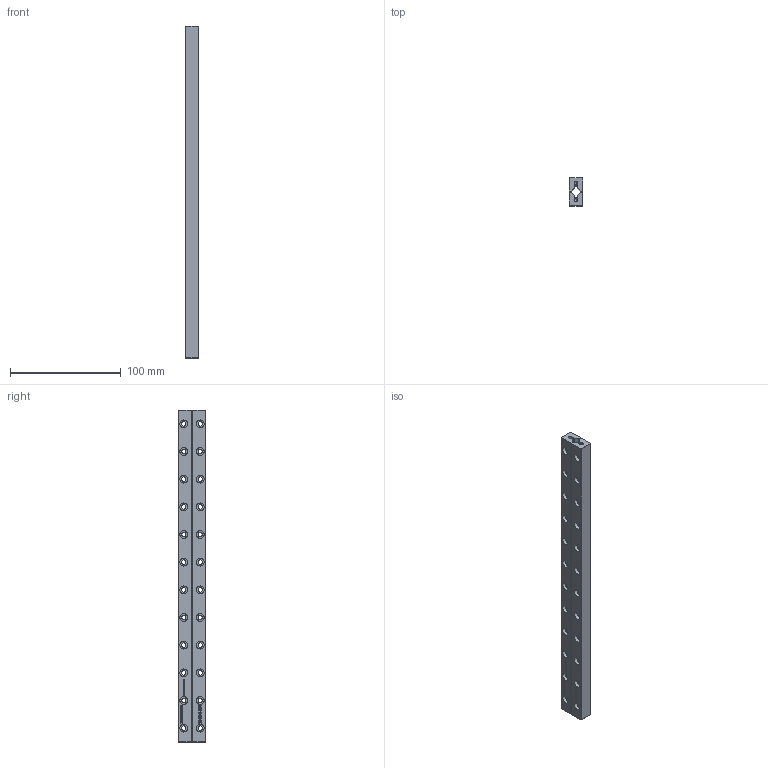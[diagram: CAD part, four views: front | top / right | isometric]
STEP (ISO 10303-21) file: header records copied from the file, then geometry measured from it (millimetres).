
FILE_DESCRIPTION(('FreeCAD Model'),'2;1');
FILE_NAME('RNG 6-300.step' ,'2020-08-08T15:35:01',('Author'),(''), 'Open CASCADE STEP processor 6.8','FreeCAD','Unknown');
FILE_SCHEMA(('AUTOMOTIVE_DESIGN_CC2 { 1 2 10303 214 -1 1 5 4 }'));
Length unit declared in the file: millimetre
Products named in the file (2): ASSEMBLY; Schienenpaar
Assembly tree (1 placements, depth 2):
  ASSEMBLY
    Schienenpaar
Bounding box: 12 x 25 x 300 mm (x, y, z)
Volume: 68361.6 mm3; surface area: 36703.7 mm2
Topology: 2 solids, 2 shells, 794 faces, 2171 edges, 1430 vertices
Faces by surface type: extrusion 464, plane 244, cylinder 54, cone 32
Full cylindrical faces by diameter (mm): 3 x4, 4 x24, 7 x24
Entity records: 60827 total; most frequent: CARTESIAN_POINT 20676, DIRECTION 5697, VECTOR 4663, ORIENTED_EDGE 4334, PCURVE 4334, DEFINITIONAL_REPRESENTATION 4334, LINE 4199, B_SPLINE_CURVE_WITH_KNOTS 2514
